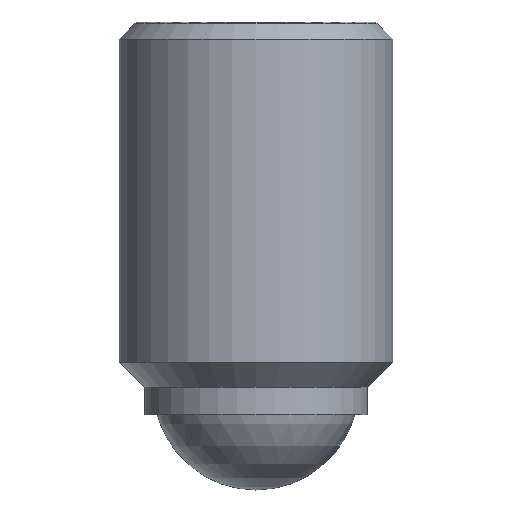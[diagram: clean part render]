
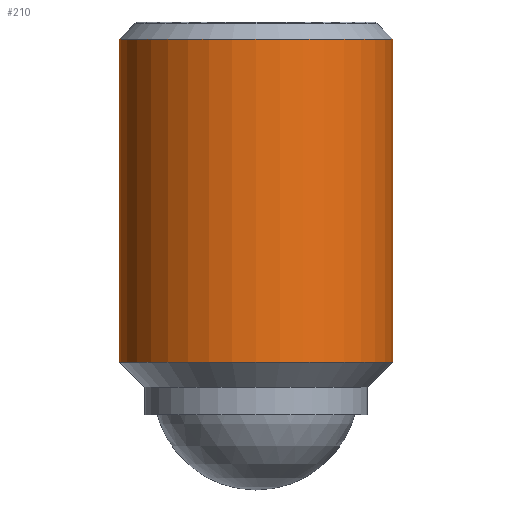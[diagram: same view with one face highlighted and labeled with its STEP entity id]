
A CAD part, front view. The second image highlights one B-rep face of the part: STEP entity #210.
In plain terms, the highlighted cylindrical face has radius 10 mm (diameter 20 mm), a partial arc.
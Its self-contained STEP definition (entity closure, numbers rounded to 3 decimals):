
#134=VERTEX_POINT('',#351);
#180=VERTEX_POINT('',#405);
#190=EDGE_CURVE('',#326,#224,#416,.T.);
#208=EDGE_CURVE('',#180,#326,#436,.T.);
#210=ADVANCED_FACE('',(#438),#439,.T.);
#212=EDGE_CURVE('',#134,#224,#441,.T.);
#224=VERTEX_POINT('',#454);
#248=EDGE_CURVE('',#134,#180,#483,.T.);
#326=VERTEX_POINT('',#566);
#351=CARTESIAN_POINT('',(-10.,0.,-24.85));
#405=CARTESIAN_POINT('',(-10.,0.,-1.25));
#416=LINE('',#685,#686);
#436=CIRCLE('',#713,10.);
#438=FACE_OUTER_BOUND('',#715,.T.);
#439=CYLINDRICAL_SURFACE('',#716,10.);
#441=CIRCLE('',#719,10.);
#454=CARTESIAN_POINT('',(10.,0.,-24.85));
#483=LINE('',#790,#791);
#566=CARTESIAN_POINT('',(10.,0.,-1.25));
#685=CARTESIAN_POINT('',(10.,0.,-13.05));
#686=VECTOR('',#1009,1.0);
#713=AXIS2_PLACEMENT_3D('',#1034,#1035,#1036);
#715=EDGE_LOOP('',(#1038,#1039,#1040,#1041));
#716=AXIS2_PLACEMENT_3D('',#1042,#1043,#1044);
#719=AXIS2_PLACEMENT_3D('',#1045,#1046,#1047);
#790=CARTESIAN_POINT('',(-10.,0.,-13.05));
#791=VECTOR('',#1107,1.0);
#1009=DIRECTION('',(-0.0,-0.0,-1.0));
#1034=CARTESIAN_POINT('',(0.,0.,-1.25));
#1035=DIRECTION('',(0.0,0.0,1.0));
#1036=DIRECTION('',(-1.0,0.,0.0));
#1038=ORIENTED_EDGE('',*,*,#248,.F.);
#1039=ORIENTED_EDGE('',*,*,#212,.T.);
#1040=ORIENTED_EDGE('',*,*,#190,.F.);
#1041=ORIENTED_EDGE('',*,*,#208,.F.);
#1042=CARTESIAN_POINT('',(0.,0.,-13.05));
#1043=DIRECTION('',(-0.0,-0.0,-1.0));
#1044=DIRECTION('',(-1.0,0.,0.0));
#1045=CARTESIAN_POINT('',(0.,0.,-24.85));
#1046=DIRECTION('',(0.0,0.0,1.0));
#1047=DIRECTION('',(-1.0,0.,0.0));
#1107=DIRECTION('',(0.0,0.0,1.0));
